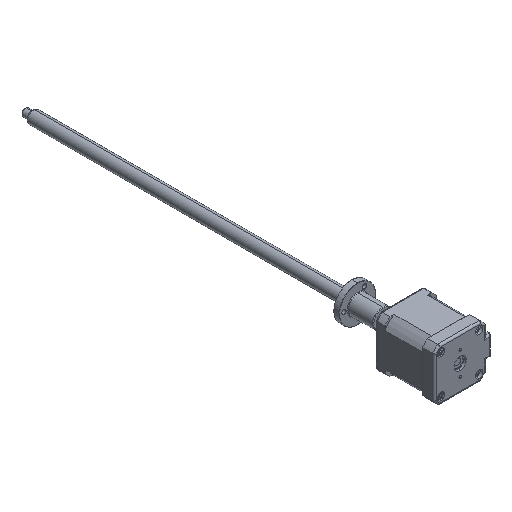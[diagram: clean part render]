
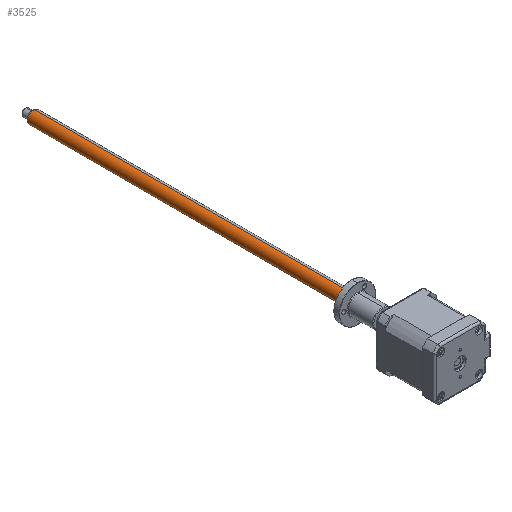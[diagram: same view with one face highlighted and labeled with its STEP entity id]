
A CAD part, isometric view. The second image highlights one B-rep face of the part: STEP entity #3525.
In plain terms, the highlighted cylindrical face has radius 5 mm (diameter 10 mm), a partial arc.
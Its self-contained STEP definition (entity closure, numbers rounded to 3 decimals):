
#203 = ORIENTED_EDGE ( 'NONE', *, *, #860, .T. ) ;
#263 = CARTESIAN_POINT ( 'NONE',  ( -17.581, 303.092, 33.35 ) ) ;
#440 = DIRECTION ( 'NONE',  ( 0., -1., 0. ) ) ;
#516 = EDGE_CURVE ( 'NONE', #2476, #6190, #5982, .T. ) ;
#522 = AXIS2_PLACEMENT_3D ( 'NONE', #553, #5187, #1238 ) ;
#553 = CARTESIAN_POINT ( 'NONE',  ( -17.581, 4.092, 33.35 ) ) ;
#674 = CYLINDRICAL_SURFACE ( 'NONE', #1325, 5. ) ;
#768 = LINE ( 'NONE', #8147, #3882 ) ;
#860 = EDGE_CURVE ( 'NONE', #2476, #8219, #6396, .T. ) ;
#954 = DIRECTION ( 'NONE',  ( -0.107, 0., -0.994 ) ) ;
#1238 = DIRECTION ( 'NONE',  ( 0.107, 0., 0.994 ) ) ;
#1325 = AXIS2_PLACEMENT_3D ( 'NONE', #3755, #440, #7662 ) ;
#1870 = CIRCLE ( 'NONE', #522, 5. ) ;
#2332 = CARTESIAN_POINT ( 'NONE',  ( -18.118, 4.092, 28.379 ) ) ;
#2476 = VERTEX_POINT ( 'NONE', #4148 ) ;
#3525 = ADVANCED_FACE ( 'NONE', ( #5922 ), #674, .T. ) ;
#3570 = CARTESIAN_POINT ( 'NONE',  ( -17.045, 4.092, 38.321 ) ) ;
#3755 = CARTESIAN_POINT ( 'NONE',  ( -17.581, 304.092, 33.35 ) ) ;
#3791 = EDGE_CURVE ( 'NONE', #8219, #6719, #768, .T. ) ;
#3882 = VECTOR ( 'NONE', #5553, 1000. ) ;
#4026 = VECTOR ( 'NONE', #4959, 1000. ) ;
#4034 = ORIENTED_EDGE ( 'NONE', *, *, #3791, .T. ) ;
#4148 = CARTESIAN_POINT ( 'NONE',  ( -17.045, 303.092, 38.321 ) ) ;
#4472 = EDGE_CURVE ( 'NONE', #6190, #6719, #1870, .T. ) ;
#4896 = DIRECTION ( 'NONE',  ( 0., -1., 0. ) ) ;
#4959 = DIRECTION ( 'NONE',  ( 0., -1., 0. ) ) ;
#5187 = DIRECTION ( 'NONE',  ( 0., -1., 0. ) ) ;
#5553 = DIRECTION ( 'NONE',  ( 0., -1., 0. ) ) ;
#5807 = ORIENTED_EDGE ( 'NONE', *, *, #4472, .F. ) ;
#5869 = EDGE_LOOP ( 'NONE', ( #203, #4034, #5807, #6110 ) ) ;
#5922 = FACE_OUTER_BOUND ( 'NONE', #5869, .T. ) ;
#5982 = LINE ( 'NONE', #8527, #4026 ) ;
#6110 = ORIENTED_EDGE ( 'NONE', *, *, #516, .F. ) ;
#6190 = VERTEX_POINT ( 'NONE', #3570 ) ;
#6396 = CIRCLE ( 'NONE', #7300, 5. ) ;
#6719 = VERTEX_POINT ( 'NONE', #2332 ) ;
#7135 = CARTESIAN_POINT ( 'NONE',  ( -18.118, 303.092, 28.379 ) ) ;
#7300 = AXIS2_PLACEMENT_3D ( 'NONE', #263, #4896, #954 ) ;
#7662 = DIRECTION ( 'NONE',  ( 0.107, 0., 0.994 ) ) ;
#8147 = CARTESIAN_POINT ( 'NONE',  ( -18.118, 304.092, 28.379 ) ) ;
#8219 = VERTEX_POINT ( 'NONE', #7135 ) ;
#8527 = CARTESIAN_POINT ( 'NONE',  ( -17.045, 304.092, 38.321 ) ) ;
